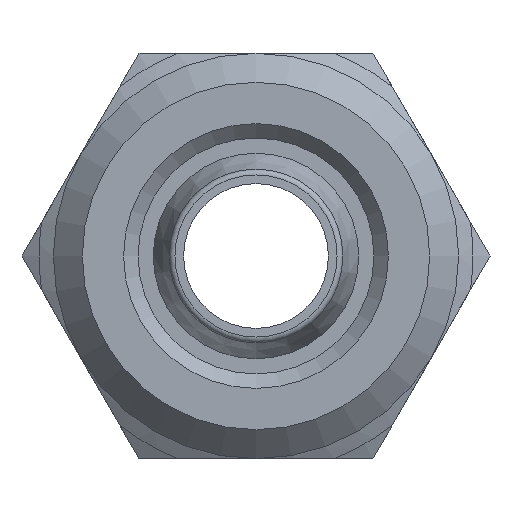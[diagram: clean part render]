
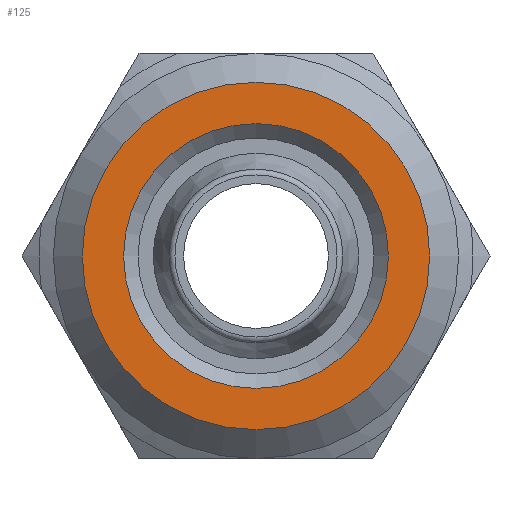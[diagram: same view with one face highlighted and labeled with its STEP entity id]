
A CAD part, front view. The second image highlights one B-rep face of the part: STEP entity #125.
In plain terms, the highlighted planar face has unit normal (0, -1, 0).
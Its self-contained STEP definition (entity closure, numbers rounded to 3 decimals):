
#125 = ADVANCED_FACE( 'NONE', ( #320, #321 ), #322, .T. );
#320 = FACE_OUTER_BOUND( '', #609, .T. );
#321 = FACE_BOUND( '', #610, .T. );
#322 = PLANE( '', #611 );
#609 = EDGE_LOOP( '', ( #953 ) );
#610 = EDGE_LOOP( '', ( #954 ) );
#611 = AXIS2_PLACEMENT_3D( '', #955, #956, #957 );
#953 = ORIENTED_EDGE( '', *, *, #1500, .F. );
#954 = ORIENTED_EDGE( '', *, *, #1559, .T. );
#955 = CARTESIAN_POINT( '', ( -6., 2.5, 0. ) );
#956 = DIRECTION( '', ( 0., -1., 0. ) );
#957 = DIRECTION( '', ( -1., 0., 0. ) );
#1500 = EDGE_CURVE( 'NONE', #1742, #1742, #1743, .T. );
#1559 = EDGE_CURVE( 'NONE', #1848, #1848, #1849, .T. );
#1742 = VERTEX_POINT( '', #2097 );
#1743 = CIRCLE( '', #2098, 6. );
#1848 = VERTEX_POINT( '', #2279 );
#1849 = CIRCLE( '', #2280, 4.575 );
#2097 = CARTESIAN_POINT( '', ( 0., 2.5, -6. ) );
#2098 = AXIS2_PLACEMENT_3D( '', #2691, #2692, #2693 );
#2279 = CARTESIAN_POINT( '', ( 0., 2.5, -4.575 ) );
#2280 = AXIS2_PLACEMENT_3D( '', #2763, #2764, #2765 );
#2691 = CARTESIAN_POINT( '', ( 0., 2.5, 0. ) );
#2692 = DIRECTION( '', ( 0., 1., 0. ) );
#2693 = DIRECTION( '', ( 0., 0., -1. ) );
#2763 = CARTESIAN_POINT( '', ( 0., 2.5, 0. ) );
#2764 = DIRECTION( '', ( 0., 1., 0. ) );
#2765 = DIRECTION( '', ( 0., 0., -1. ) );
